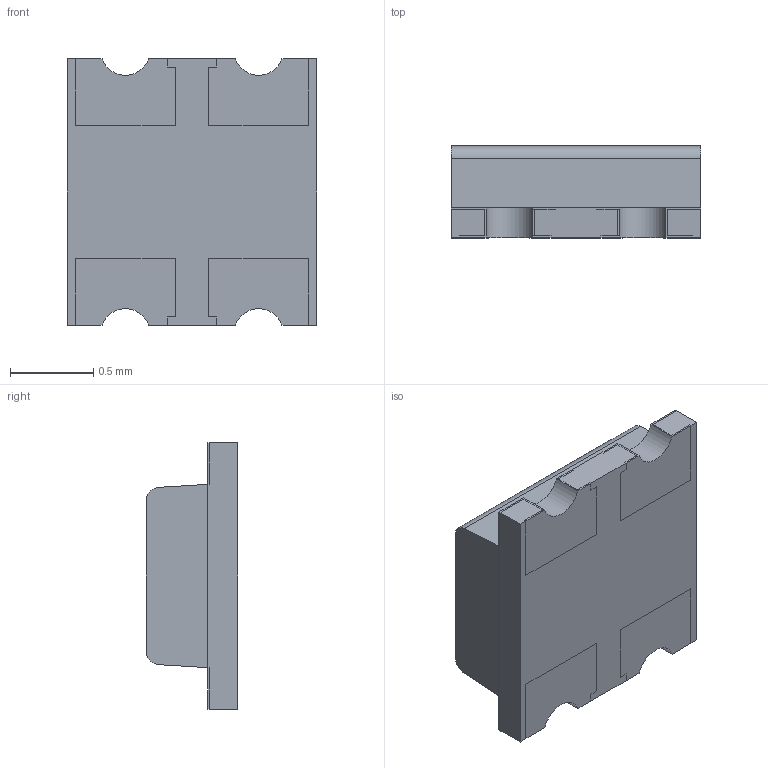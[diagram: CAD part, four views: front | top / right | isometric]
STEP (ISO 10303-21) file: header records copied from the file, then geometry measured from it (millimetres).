
FILE_DESCRIPTION (( 'STEP AP214' ), '1' );
FILE_NAME ('LTST-C195KGJRKT.STEP', '2023-06-20T12:24:59', ( '' ), ( '' ), 'SwSTEP 2.0', 'SolidWorks 2021', '' );
FILE_SCHEMA (( 'AUTOMOTIVE_DESIGN' ));
Length unit declared in the file: millimetre
Products named in the file (2): LTST-C195KGJRKT; LTST-C195KGJRKT_LTST-C195KGJRKT
Assembly tree (1 placements, depth 2):
  LTST-C195KGJRKT
    LTST-C195KGJRKT_LTST-C195KGJRKT
Bounding box: 1.5 x 0.55 x 1.6 mm (x, y, z)
Volume: 1 mm3; surface area: 14.5 mm2
Topology: 7 solids, 7 shells, 167 faces, 440 edges, 288 vertices
Faces by surface type: plane 145, cylinder 22
Entity records: 5190 total; most frequent: CARTESIAN_POINT 899, ORIENTED_EDGE 880, DIRECTION 826, EDGE_CURVE 440, VECTOR 396, LINE 396, VERTEX_POINT 288, AXIS2_PLACEMENT_3D 215
